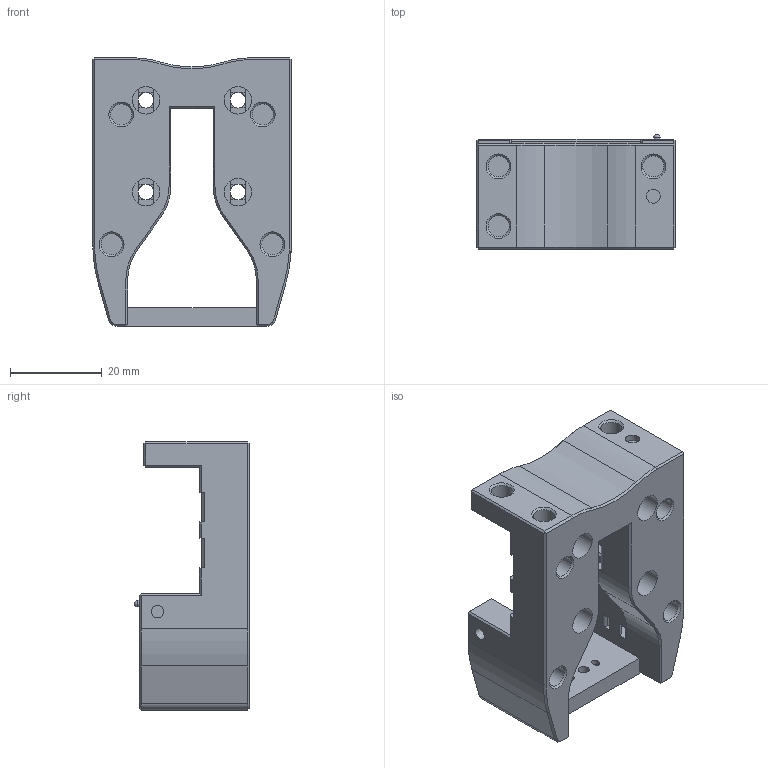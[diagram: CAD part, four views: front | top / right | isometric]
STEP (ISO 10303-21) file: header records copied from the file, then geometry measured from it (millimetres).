
FILE_DESCRIPTION(/* description */ (''),/* implementation_level */ '2;1');
FILE_NAME(/* name */ 'Mantis MGN12 Klicky Carriage.step',/* time_stamp */ '2022-05-02T11:30:20-04:00',/* author */ (''),/* organization */ (''),/* preprocessor_version */ 'ST-DEVELOPER v18.1',/* originating_system */ 'Autodesk Translation Framework v10.14.0.1471',/* authorisation */ '');
FILE_SCHEMA (('AUTOMOTIVE_DESIGN { 1 0 10303 214 3 1 1 }'));
Length unit declared in the file: millimetre
Products named in the file (1): Mantis MGN12 Klicky Carriage
Bounding box: 43.2 x 25 x 58.44 mm (x, y, z)
Volume: 23920.9 mm3; surface area: 11866.3 mm2
Topology: 1 solids, 1 shells, 447 faces, 1218 edges, 776 vertices
Faces by surface type: plane 341, cylinder 58, cone 42, bspline 6
Full cylindrical faces by diameter (mm): 1.43 x1, 1.8 x1, 2.385 x2, 2.7 x1, 3 x1, 3.4 x4, 4.6 x7, 6 x4
Entity records: 14109 total; most frequent: CARTESIAN_POINT 2646, ORIENTED_EDGE 2436, DIRECTION 2304, EDGE_CURVE 1218, LINE 958, VECTOR 958, VERTEX_POINT 776, AXIS2_PLACEMENT_3D 673
